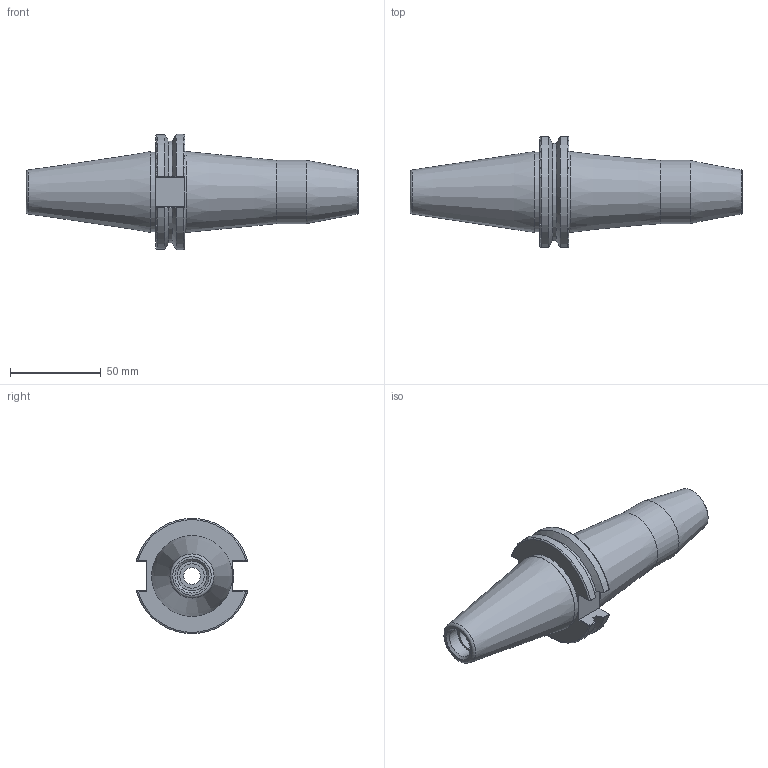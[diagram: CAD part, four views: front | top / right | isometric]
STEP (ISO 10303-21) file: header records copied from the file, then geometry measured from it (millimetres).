
FILE_DESCRIPTION(/* description */ (''),/* implementation_level */ '2;1');
FILE_NAME(/* name */ 'CAT40-SF.625-4.5T.step',/* time_stamp */ '2026-01-05T16:58:45-06:00',/* author */ (''),/* organization */ (''),/* preprocessor_version */ 'ST-DEVELOPER v20.1',/* originating_system */ 'Autodesk Translation Framework v14.21.0.0',/* authorisation */ '');
FILE_SCHEMA (('AUTOMOTIVE_DESIGN { 1 0 10303 214 3 1 1 }'));
Length unit declared in the file: inch
Products named in the file (1): CAT40 EM20-63
Bounding box: 182.63 x 61.14 x 63.26 mm (x, y, z)
Volume: 182565.6 mm3; surface area: 34030.5 mm2
Topology: 1 solids, 1 shells, 91 faces, 230 edges, 144 vertices
Faces by surface type: plane 33, bspline 24, cone 15, cylinder 14, torus 5
Full cylindrical faces by diameter (mm): 9.271 x1, 11.112 x1, 13.386 x1, 15.875 x1, 16.256 x1, 17.399 x1, 34.798 x1, 43.688 x1
Entity records: 3621 total; most frequent: CARTESIAN_POINT 1517, ORIENTED_EDGE 458, DIRECTION 373, EDGE_CURVE 229, VERTEX_POINT 144, LINE 125, VECTOR 125, AXIS2_PLACEMENT_3D 124
